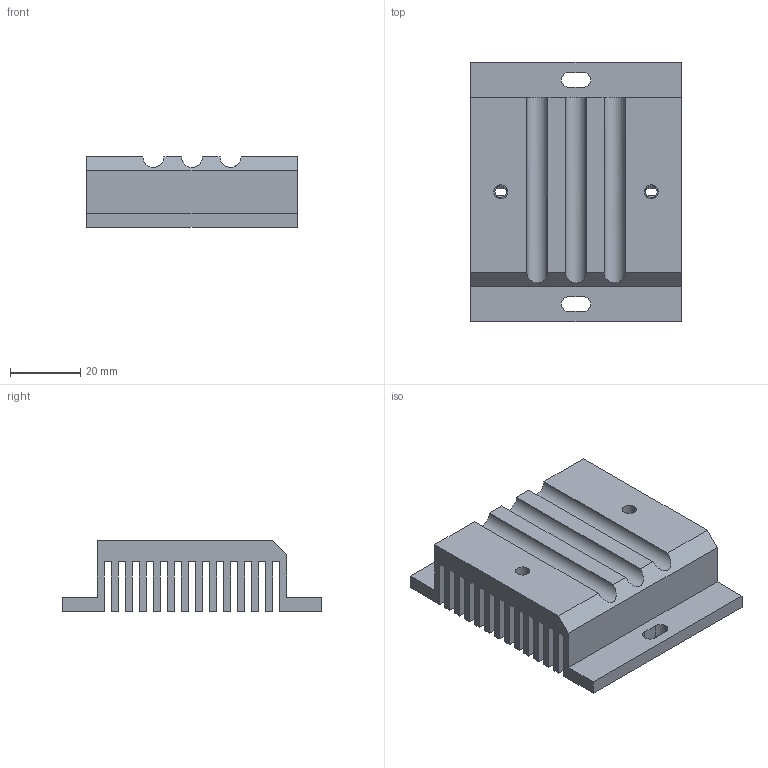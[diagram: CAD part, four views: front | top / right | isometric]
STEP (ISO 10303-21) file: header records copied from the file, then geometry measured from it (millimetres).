
FILE_DESCRIPTION (( 'STEP AP203' ), '1' );
FILE_NAME ('20-019387.step', '2022-03-22T14:02:06', ( '' ), ( '' ), 'SwSTEP 2.0', 'SolidWorks 2021', '' );
FILE_SCHEMA (( 'CONFIG_CONTROL_DESIGN' ));
Length unit declared in the file: millimetre
Products named in the file (1): 20-019387
Bounding box: 60 x 74 x 20 mm (x, y, z)
Volume: 44709.9 mm3; surface area: 35187.4 mm2
Topology: 1 solids, 1 shells, 95 faces, 279 edges, 186 vertices
Faces by surface type: plane 74, cylinder 17, cone 4
Entity records: 3261 total; most frequent: CARTESIAN_POINT 614, ORIENTED_EDGE 558, DIRECTION 503, EDGE_CURVE 279, LINE 233, VECTOR 233, VERTEX_POINT 186, AXIS2_PLACEMENT_3D 135
